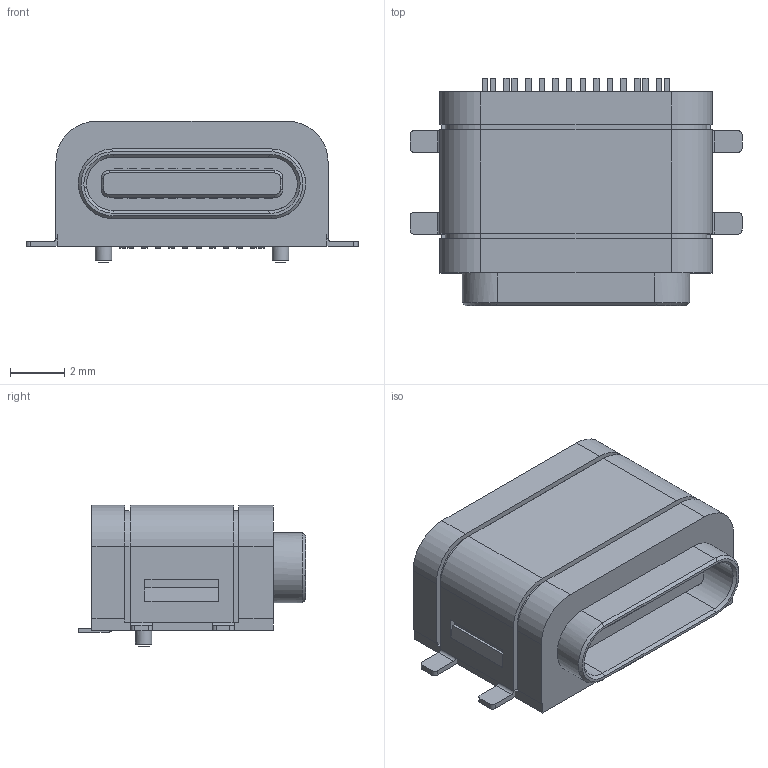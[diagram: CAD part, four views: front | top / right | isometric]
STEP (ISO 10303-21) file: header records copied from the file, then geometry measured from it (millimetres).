
FILE_DESCRIPTION(/* description */ ('','CAx-IF Rec.Pracs.---Representation and Presentation of Product Manufacturing Information (PMI)---4.0---2014-10-13'),/* implementation_level */ '2;1');
FILE_NAME(/* name */ 'md_45955296.stp',/* time_stamp */ '2024-12-05T20:20:23Z',/* author */ (''),/* organization */ (''),/* preprocessor_version */ 'ST-DEVELOPER v20',/* originating_system */ 'Autodesk Translation Framework v13.20.0.188',/* authorisation */ '');
FILE_SCHEMA (('AP242_MANAGED_MODEL_BASED_3D_ENGINEERING_MIM_LF { 1 0 10303 442 1 1 4 }'));
Length unit declared in the file: millimetre
Products named in the file (1): md_45955296
Bounding box: 12.19 x 8.35 x 5.2 mm (x, y, z)
Surface area: 631.5 mm2 (no closed solid volume)
Topology: 0 solids, 14 shells, 460 faces, 1291 edges, 838 vertices
Faces by surface type: plane 382, cylinder 55, cone 11, bspline 8, sphere 4
Full cylindrical faces by diameter (mm): 0.15 x1, 0.6 x2
Entity records: 15900 total; most frequent: CARTESIAN_POINT 3712, ORIENTED_EDGE 2602, DIRECTION 2284, EDGE_CURVE 1289, LINE 1098, VECTOR 1098, VERTEX_POINT 838, AXIS2_PLACEMENT_3D 593
